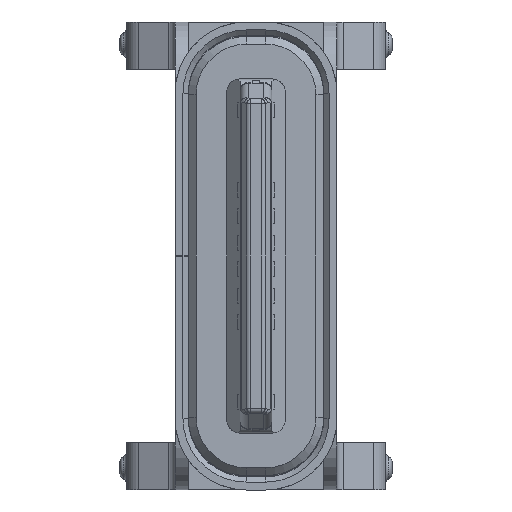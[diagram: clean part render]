
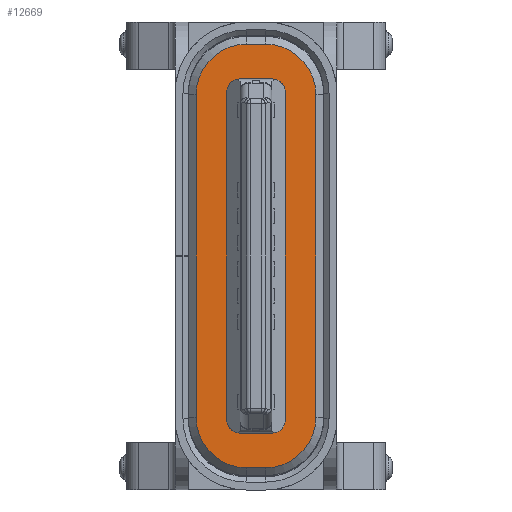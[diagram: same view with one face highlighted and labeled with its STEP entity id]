
A CAD part, front view. The second image highlights one B-rep face of the part: STEP entity #12669.
In plain terms, the highlighted planar face has unit normal (0, -1, 0).
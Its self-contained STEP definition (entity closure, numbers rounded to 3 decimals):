
#1709=DIRECTION('',(0.,0.,-1.));
#1710=VECTOR('',#1709,6.1);
#1711=CARTESIAN_POINT('',(-1.13,-4.115,
3.05));
#1712=LINE('',#1711,#1710);
#1777=CARTESIAN_POINT('',(-0.18,-4.115,
-3.05));
#1778=DIRECTION('',(0.,1.,0.));
#1779=DIRECTION('',(0.,0.,-1.));
#1780=AXIS2_PLACEMENT_3D('',#1777,#1778,#1779);
#1782=CARTESIAN_POINT('',(-0.18,-4.115,
3.05));
#1783=DIRECTION('',(0.,1.,0.));
#1784=DIRECTION('',(-1.,0.,0.));
#1785=AXIS2_PLACEMENT_3D('',#1782,#1783,#1784);
#1787=CARTESIAN_POINT('',(0.18,-4.115,
3.05));
#1788=DIRECTION('',(0.,1.,0.));
#1789=DIRECTION('',(0.,0.,1.));
#1790=AXIS2_PLACEMENT_3D('',#1787,#1788,#1789);
#1792=CARTESIAN_POINT('',(0.18,-4.115,
-3.05));
#1793=DIRECTION('',(0.,1.,0.));
#1794=DIRECTION('',(1.,0.,0.));
#1795=AXIS2_PLACEMENT_3D('',#1792,#1793,#1794);
#1797=CARTESIAN_POINT('',(-0.309,-4.115,
3.105));
#1798=DIRECTION('',(0.,1.,0.));
#1799=DIRECTION('',(-1.,0.,0.));
#1800=AXIS2_PLACEMENT_3D('',#1797,#1798,#1799);
#1802=DIRECTION('',(0.,0.,-1.));
#1803=VECTOR('',#1802,6.21);
#1804=CARTESIAN_POINT('',(-0.549,-4.115,
3.105));
#1805=LINE('',#1804,#1803);
#1806=CARTESIAN_POINT('',(-0.309,-4.115,
-3.105));
#1807=DIRECTION('',(0.,1.,0.));
#1808=DIRECTION('',(0.,0.,-1.));
#1809=AXIS2_PLACEMENT_3D('',#1806,#1807,#1808);
#1811=DIRECTION('',(-1.,0.,0.));
#1812=VECTOR('',#1811,0.62);
#1813=CARTESIAN_POINT('',(0.311,-4.115,
-3.345));
#1814=LINE('',#1813,#1812);
#1815=CARTESIAN_POINT('',(0.311,-4.115,
-3.105));
#1816=DIRECTION('',(0.,1.,0.));
#1817=DIRECTION('',(1.,0.,0.));
#1818=AXIS2_PLACEMENT_3D('',#1815,#1816,#1817);
#1820=DIRECTION('',(0.,0.,-1.));
#1821=VECTOR('',#1820,6.21);
#1822=CARTESIAN_POINT('',(0.551,-4.115,
3.105));
#1823=LINE('',#1822,#1821);
#1824=CARTESIAN_POINT('',(0.311,-4.115,
3.105));
#1825=DIRECTION('',(0.,1.,0.));
#1826=DIRECTION('',(0.,0.,1.));
#1827=AXIS2_PLACEMENT_3D('',#1824,#1825,#1826);
#1829=DIRECTION('',(1.,0.,0.));
#1830=VECTOR('',#1829,0.36);
#1831=CARTESIAN_POINT('',(-0.18,-4.115,
-4.));
#1832=LINE('',#1831,#1830);
#7481=DIRECTION('',(0.,0.,1.));
#7482=VECTOR('',#7481,6.1);
#7483=CARTESIAN_POINT('',(1.13,-4.115,
-3.05));
#7484=LINE('',#7483,#7482);
#7525=DIRECTION('',(-1.,0.,0.));
#7526=VECTOR('',#7525,0.36);
#7527=CARTESIAN_POINT('',(0.18,-4.115,
4.));
#7528=LINE('',#7527,#7526);
#7545=DIRECTION('',(-1.,0.,0.));
#7546=VECTOR('',#7545,0.62);
#7547=CARTESIAN_POINT('',(0.311,-4.115,
3.345));
#7548=LINE('',#7547,#7546);
#9373=CARTESIAN_POINT('',(-1.13,-4.115,
3.05));
#9375=VERTEX_POINT('',#9373);
#9377=CARTESIAN_POINT('',(-1.13,-4.115,
-3.05));
#9378=VERTEX_POINT('',#9377);
#9381=CARTESIAN_POINT('',(-0.18,-4.115,
4.));
#9382=VERTEX_POINT('',#9381);
#9389=CARTESIAN_POINT('',(0.18,-4.115,
-4.));
#9390=VERTEX_POINT('',#9389);
#9391=CARTESIAN_POINT('',(1.13,-4.115,
-3.05));
#9392=VERTEX_POINT('',#9391);
#9393=CARTESIAN_POINT('',(-0.18,-4.115,
-4.));
#9394=VERTEX_POINT('',#9393);
#9395=CARTESIAN_POINT('',(0.18,-4.115,
4.));
#9396=VERTEX_POINT('',#9395);
#9397=CARTESIAN_POINT('',(1.13,-4.115,3.05));
#9398=VERTEX_POINT('',#9397);
#11549=CARTESIAN_POINT('',(0.311,-4.115,
-3.345));
#11551=VERTEX_POINT('',#11549);
#11553=CARTESIAN_POINT('',(-0.309,-4.115,
-3.345));
#11555=VERTEX_POINT('',#11553);
#11557=CARTESIAN_POINT('',(0.311,-4.115,
3.345));
#11559=VERTEX_POINT('',#11557);
#11561=CARTESIAN_POINT('',(-0.309,-4.115,
3.345));
#11563=VERTEX_POINT('',#11561);
#11585=CARTESIAN_POINT('',(0.551,-4.115,
3.105));
#11587=VERTEX_POINT('',#11585);
#11589=CARTESIAN_POINT('',(0.551,-4.115,
-3.105));
#11591=VERTEX_POINT('',#11589);
#11595=CARTESIAN_POINT('',(-0.549,-4.115,
-3.105));
#11596=VERTEX_POINT('',#11595);
#11597=CARTESIAN_POINT('',(-0.549,-4.115,
3.105));
#11598=VERTEX_POINT('',#11597);
#12631=CARTESIAN_POINT('',(-0.549,-4.115,
4.5));
#12632=DIRECTION('',(0.,-1.,0.));
#12633=DIRECTION('',(-1.,0.,0.));
#12634=AXIS2_PLACEMENT_3D('',#12631,#12632,#12633);
#12635=PLANE('',#12634);
#12637=ORIENTED_EDGE('',*,*,#12636,.F.);
#12638=ORIENTED_EDGE('',*,*,#12624,.T.);
#12639=ORIENTED_EDGE('',*,*,#12525,.F.);
#12640=ORIENTED_EDGE('',*,*,#12542,.T.);
#12642=ORIENTED_EDGE('',*,*,#12641,.F.);
#12644=ORIENTED_EDGE('',*,*,#12643,.T.);
#12646=ORIENTED_EDGE('',*,*,#12645,.F.);
#12648=ORIENTED_EDGE('',*,*,#12647,.T.);
#12649=EDGE_LOOP('',(#12637,#12638,#12639,#12640,#12642,#12644,#12646,#12648));
#12650=FACE_OUTER_BOUND('',#12649,.F.);
#12652=ORIENTED_EDGE('',*,*,#12651,.T.);
#12654=ORIENTED_EDGE('',*,*,#12653,.F.);
#12656=ORIENTED_EDGE('',*,*,#12655,.T.);
#12658=ORIENTED_EDGE('',*,*,#12657,.F.);
#12660=ORIENTED_EDGE('',*,*,#12659,.F.);
#12662=ORIENTED_EDGE('',*,*,#12661,.F.);
#12664=ORIENTED_EDGE('',*,*,#12663,.F.);
#12666=ORIENTED_EDGE('',*,*,#12665,.F.);
#12667=EDGE_LOOP('',(#12652,#12654,#12656,#12658,#12660,#12662,#12664,#12666));
#12668=FACE_BOUND('',#12667,.F.);
#1781=CIRCLE('',#1780,0.95);
#1786=CIRCLE('',#1785,0.95);
#1791=CIRCLE('',#1790,0.95);
#1796=CIRCLE('',#1795,0.95);
#1801=CIRCLE('',#1800,0.24);
#1810=CIRCLE('',#1809,0.24);
#1819=CIRCLE('',#1818,0.24);
#1828=CIRCLE('',#1827,0.24);
#12525=EDGE_CURVE('',#9375,#9378,#1712,.T.);
#12542=EDGE_CURVE('',#9375,#9382,#1786,.T.);
#12624=EDGE_CURVE('',#9394,#9378,#1781,.T.);
#12636=EDGE_CURVE('',#9394,#9390,#1832,.T.);
#12641=EDGE_CURVE('',#9396,#9382,#7528,.T.);
#12643=EDGE_CURVE('',#9396,#9398,#1791,.T.);
#12645=EDGE_CURVE('',#9392,#9398,#7484,.T.);
#12647=EDGE_CURVE('',#9392,#9390,#1796,.T.);
#12651=EDGE_CURVE('',#11559,#11563,#7548,.T.);
#12653=EDGE_CURVE('',#11598,#11563,#1801,.T.);
#12655=EDGE_CURVE('',#11598,#11596,#1805,.T.);
#12657=EDGE_CURVE('',#11555,#11596,#1810,.T.);
#12659=EDGE_CURVE('',#11551,#11555,#1814,.T.);
#12661=EDGE_CURVE('',#11591,#11551,#1819,.T.);
#12663=EDGE_CURVE('',#11587,#11591,#1823,.T.);
#12665=EDGE_CURVE('',#11559,#11587,#1828,.T.);
#12669=ADVANCED_FACE('',(#12650,#12668),#12635,.T.);
